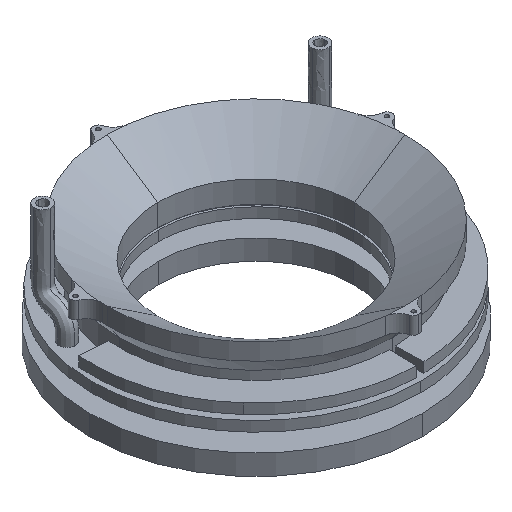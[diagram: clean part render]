
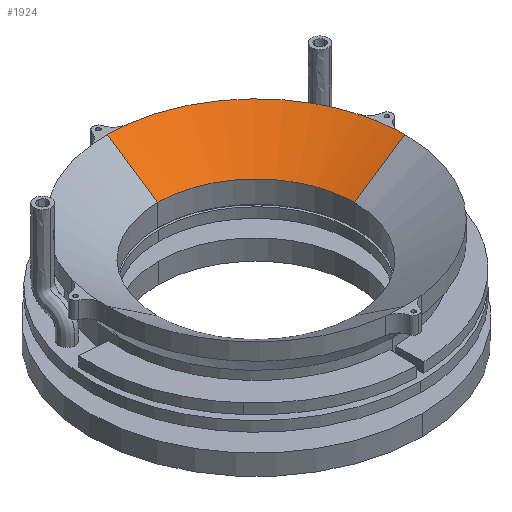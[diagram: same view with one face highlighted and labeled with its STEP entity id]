
A CAD part, isometric view. The second image highlights one B-rep face of the part: STEP entity #1924.
In plain terms, the highlighted free-form (B-spline) face has degree [2, 1] with [3, 2] control points.
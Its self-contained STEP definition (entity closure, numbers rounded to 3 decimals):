
#1924 = ADVANCED_FACE( '', ( #2254 ), #2255, .T. );
#2254 = FACE_OUTER_BOUND( '', #7427, .T. );
#2255 = ( BOUNDED_SURFACE(  )B_SPLINE_SURFACE( 2, 1, ( ( #7430, #7431 ), ( #7432, #7433 ), ( #7434, #7435 ) ), .UNSPECIFIED., .F., .F., .F. )B_SPLINE_SURFACE_WITH_KNOTS( ( 3, 3 ), ( 2, 2 ), ( 0., 1. ), ( 0., 1. ), .UNSPECIFIED. )GEOMETRIC_REPRESENTATION_ITEM(  )RATIONAL_B_SPLINE_SURFACE( ( ( 1., 1. ), ( 0.707, 0.707 ), ( 1., 1. ) ) )REPRESENTATION_ITEM( '' )SURFACE(  ) );
#7427 = EDGE_LOOP( '', ( #8740, #8741, #8742, #8743, #8744, #8745, #8746, #8747 ) );
#7430 = CARTESIAN_POINT( '', ( 0., 29.18, 7. ) );
#7431 = CARTESIAN_POINT( '', ( 0., 44.18, 17. ) );
#7432 = CARTESIAN_POINT( '', ( 29.18, 29.18, 7. ) );
#7433 = CARTESIAN_POINT( '', ( 44.18, 44.18, 17. ) );
#7434 = CARTESIAN_POINT( '', ( 29.18, 0., 7. ) );
#7435 = CARTESIAN_POINT( '', ( 44.18, 0., 17. ) );
#8740 = ORIENTED_EDGE( '', *, *, #9283, .F. );
#8741 = ORIENTED_EDGE( '', *, *, #9284, .T. );
#8742 = ORIENTED_EDGE( '', *, *, #9285, .T. );
#8743 = ORIENTED_EDGE( '', *, *, #9286, .F. );
#8744 = ORIENTED_EDGE( '', *, *, #9287, .F. );
#8745 = ORIENTED_EDGE( '', *, *, #9288, .F. );
#8746 = ORIENTED_EDGE( '', *, *, #9289, .F. );
#8747 = ORIENTED_EDGE( '', *, *, #9290, .F. );
#9283 = EDGE_CURVE( '', #9747, #9748, #9749, .T. );
#9284 = EDGE_CURVE( '', #9747, #9750, #9751, .T. );
#9285 = EDGE_CURVE( '', #9750, #9752, #9753, .T. );
#9286 = EDGE_CURVE( '', #9754, #9752, #9755, .T. );
#9287 = EDGE_CURVE( '', #9756, #9754, #9757, .T. );
#9288 = EDGE_CURVE( '', #9758, #9756, #9759, .T. );
#9289 = EDGE_CURVE( '', #9760, #9758, #9761, .T. );
#9290 = EDGE_CURVE( '', #9748, #9760, #9762, .T. );
#9747 = VERTEX_POINT( '', #12594 );
#9748 = VERTEX_POINT( '', #12595 );
#9749 = B_SPLINE_CURVE_WITH_KNOTS( '', 1, ( #12596, #12597 ), .UNSPECIFIED., .F., .F., ( 2, 2 ), ( 0., 1. ), .UNSPECIFIED. );
#9750 = VERTEX_POINT( '', #12598 );
#9751 = ( BOUNDED_CURVE(  )B_SPLINE_CURVE( 2, ( #12601, #12602, #12603 ), .UNSPECIFIED., .F., .F. )B_SPLINE_CURVE_WITH_KNOTS( ( 3, 3 ), ( 0., 1. ), .UNSPECIFIED. )CURVE(  )GEOMETRIC_REPRESENTATION_ITEM(  )RATIONAL_B_SPLINE_CURVE( ( 1., 0.707, 1. ) )REPRESENTATION_ITEM( '' ) );
#9752 = VERTEX_POINT( '', #12609 );
#9753 = B_SPLINE_CURVE_WITH_KNOTS( '', 1, ( #12610, #12611 ), .UNSPECIFIED., .F., .F., ( 2, 2 ), ( 0., 1. ), .UNSPECIFIED. );
#9754 = VERTEX_POINT( '', #12612 );
#9755 = ( BOUNDED_CURVE(  )B_SPLINE_CURVE( 2, ( #12615, #12616, #12617 ), .UNSPECIFIED., .F., .F. )B_SPLINE_CURVE_WITH_KNOTS( ( 3, 3 ), ( 0.975, 1. ), .UNSPECIFIED. )CURVE(  )GEOMETRIC_REPRESENTATION_ITEM(  )RATIONAL_B_SPLINE_CURVE( ( 0.986, 0.993, 1. ) )REPRESENTATION_ITEM( '' ) );
#9756 = VERTEX_POINT( '', #12623 );
#9757 = ( BOUNDED_CURVE(  )B_SPLINE_CURVE( 2, ( #12626, #12627, #12628 ), .UNSPECIFIED., .F., .F. )B_SPLINE_CURVE_WITH_KNOTS( ( 3, 3 ), ( 0.892, 0.975 ), .UNSPECIFIED. )CURVE(  )GEOMETRIC_REPRESENTATION_ITEM(  )RATIONAL_B_SPLINE_CURVE( ( 0.944, 0.963, 0.986 ) )REPRESENTATION_ITEM( '' ) );
#9758 = VERTEX_POINT( '', #12634 );
#9759 = ( BOUNDED_CURVE(  )B_SPLINE_CURVE( 2, ( #12637, #12638, #12639 ), .UNSPECIFIED., .F., .F. )B_SPLINE_CURVE_WITH_KNOTS( ( 3, 3 ), ( 0.812, 0.892 ), .UNSPECIFIED. )CURVE(  )GEOMETRIC_REPRESENTATION_ITEM(  )RATIONAL_B_SPLINE_CURVE( ( 0.911, 0.925, 0.944 ) )REPRESENTATION_ITEM( '' ) );
#9760 = VERTEX_POINT( '', #12645 );
#9761 = ( BOUNDED_CURVE(  )B_SPLINE_CURVE( 2, ( #12648, #12649, #12650 ), .UNSPECIFIED., .F., .F. )B_SPLINE_CURVE_WITH_KNOTS( ( 3, 3 ), ( 0.084, 0.812 ), .UNSPECIFIED. )CURVE(  )GEOMETRIC_REPRESENTATION_ITEM(  )RATIONAL_B_SPLINE_CURVE( ( 0.955, 0.778, 0.911 ) )REPRESENTATION_ITEM( '' ) );
#9762 = ( BOUNDED_CURVE(  )B_SPLINE_CURVE( 2, ( #12658, #12659, #12660 ), .UNSPECIFIED., .F., .F. )B_SPLINE_CURVE_WITH_KNOTS( ( 3, 3 ), ( 0., 0.084 ), .UNSPECIFIED. )CURVE(  )GEOMETRIC_REPRESENTATION_ITEM(  )RATIONAL_B_SPLINE_CURVE( ( 1., 0.975, 0.955 ) )REPRESENTATION_ITEM( '' ) );
#12594 = CARTESIAN_POINT( '', ( 0., 29.18, 7. ) );
#12595 = CARTESIAN_POINT( '', ( 0., 44.18, 17. ) );
#12596 = CARTESIAN_POINT( '', ( 0., 29.18, 7. ) );
#12597 = CARTESIAN_POINT( '', ( 0., 44.18, 17. ) );
#12598 = CARTESIAN_POINT( '', ( 29.18, 0., 7. ) );
#12601 = CARTESIAN_POINT( '', ( 0., 29.18, 7. ) );
#12602 = CARTESIAN_POINT( '', ( 29.18, 29.18, 7. ) );
#12603 = CARTESIAN_POINT( '', ( 29.18, 0., 7. ) );
#12609 = CARTESIAN_POINT( '', ( 44.18, 0., 17. ) );
#12610 = CARTESIAN_POINT( '', ( 29.18, 0., 7. ) );
#12611 = CARTESIAN_POINT( '', ( 44.18, 0., 17. ) );
#12612 = CARTESIAN_POINT( '', ( 44.153, 1.542, 17. ) );
#12615 = CARTESIAN_POINT( '', ( 44.153, 1.542, 17. ) );
#12616 = CARTESIAN_POINT( '', ( 44.18, 0.771, 17. ) );
#12617 = CARTESIAN_POINT( '', ( 44.18, 0., 17. ) );
#12623 = CARTESIAN_POINT( '', ( 43.636, 6.911, 17. ) );
#12626 = CARTESIAN_POINT( '', ( 43.636, 6.911, 17. ) );
#12627 = CARTESIAN_POINT( '', ( 44.059, 4.242, 17. ) );
#12628 = CARTESIAN_POINT( '', ( 44.153, 1.542, 17. ) );
#12634 = CARTESIAN_POINT( '', ( 42.469, 12.178, 17. ) );
#12637 = CARTESIAN_POINT( '', ( 42.469, 12.178, 17. ) );
#12638 = CARTESIAN_POINT( '', ( 43.214, 9.58, 17. ) );
#12639 = CARTESIAN_POINT( '', ( 43.636, 6.911, 17. ) );
#12645 = CARTESIAN_POINT( '', ( 5.384, 43.851, 17. ) );
#12648 = CARTESIAN_POINT( '', ( 5.384, 43.851, 17. ) );
#12649 = CARTESIAN_POINT( '', ( 34.409, 40.287, 17. ) );
#12650 = CARTESIAN_POINT( '', ( 42.469, 12.178, 17. ) );
#12658 = CARTESIAN_POINT( '', ( 0., 44.18, 17. ) );
#12659 = CARTESIAN_POINT( '', ( 2.702, 44.18, 17. ) );
#12660 = CARTESIAN_POINT( '', ( 5.384, 43.851, 17. ) );
